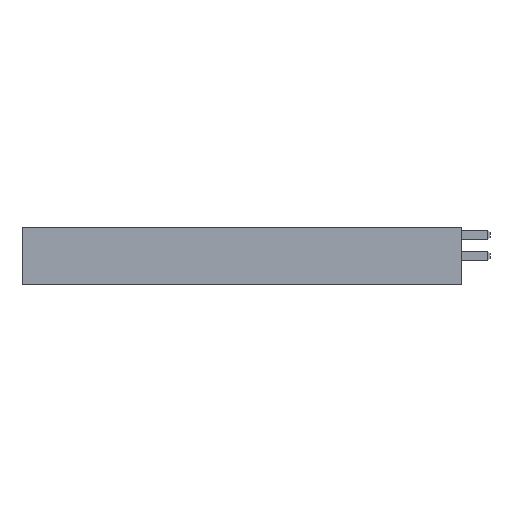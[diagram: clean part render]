
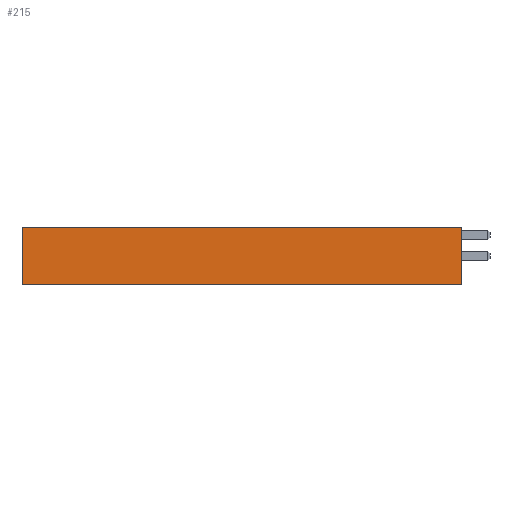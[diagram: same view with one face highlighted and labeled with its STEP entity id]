
A CAD part, left-side view. The second image highlights one B-rep face of the part: STEP entity #215.
In plain terms, the highlighted planar face has unit normal (-1, 0, 0).
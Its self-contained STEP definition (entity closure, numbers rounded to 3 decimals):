
#215 = ADVANCED_FACE ( 'NONE', ( #1802 ), #1801, .F. ) ;
#360 = ORIENTED_EDGE ( 'NONE', *, *, #812, .T. ) ;
#377 = ORIENTED_EDGE ( 'NONE', *, *, #815, .T. ) ;
#378 = ORIENTED_EDGE ( 'NONE', *, *, #806, .F. ) ;
#379 = ORIENTED_EDGE ( 'NONE', *, *, #811, .F. ) ;
#637 = VERTEX_POINT ( 'NONE', #997 ) ;
#656 = VERTEX_POINT ( 'NONE', #982 ) ;
#667 = VERTEX_POINT ( 'NONE', #971 ) ;
#744 = EDGE_LOOP ( 'NONE', ( #360, #379, #378, #377 ) ) ;
#801 = VERTEX_POINT ( 'NONE', #916 ) ;
#806 = EDGE_CURVE ( 'NONE', #801, #656, #903, .T. ) ;
#811 = EDGE_CURVE ( 'NONE', #656, #667, #909, .T. ) ;
#812 = EDGE_CURVE ( 'NONE', #637, #667, #890, .T. ) ;
#815 = EDGE_CURVE ( 'NONE', #801, #637, #886, .T. ) ;
#874 = DIRECTION ( 'NONE',  ( 0., -1., 0. ) ) ;
#875 = CARTESIAN_POINT ( 'NONE',  ( -3.5, 53., -3.5 ) ) ;
#882 = DIRECTION ( 'NONE',  ( 0., 0., 1. ) ) ;
#884 = CARTESIAN_POINT ( 'NONE',  ( -3.5, 0., 3.5 ) ) ;
#885 = DIRECTION ( 'NONE',  ( 0., -1., 0. ) ) ;
#886 = LINE ( 'NONE', #875, #1389 ) ;
#890 = LINE ( 'NONE', #884, #1391 ) ;
#901 = DIRECTION ( 'NONE',  ( 0., 0., 1. ) ) ;
#902 = CARTESIAN_POINT ( 'NONE',  ( -3.5, 53., 3.5 ) ) ;
#903 = LINE ( 'NONE', #902, #1392 ) ;
#909 = LINE ( 'NONE', #910, #1443 ) ;
#910 = CARTESIAN_POINT ( 'NONE',  ( -3.5, 53., 3.5 ) ) ;
#916 = CARTESIAN_POINT ( 'NONE',  ( -3.5, 53., -3.5 ) ) ;
#971 = CARTESIAN_POINT ( 'NONE',  ( -3.5, 0., 3.5 ) ) ;
#982 = CARTESIAN_POINT ( 'NONE',  ( -3.5, 53., 3.5 ) ) ;
#997 = CARTESIAN_POINT ( 'NONE',  ( -3.5, 0., -3.5 ) ) ;
#1389 = VECTOR ( 'NONE', #874, 1000. ) ;
#1391 = VECTOR ( 'NONE', #882, 1000. ) ;
#1392 = VECTOR ( 'NONE', #901, 1000. ) ;
#1443 = VECTOR ( 'NONE', #885, 1000. ) ;
#1444 = AXIS2_PLACEMENT_3D ( 'NONE', #1808, #1799, #1798 ) ;
#1798 = DIRECTION ( 'NONE',  ( 0., 0., -1. ) ) ;
#1799 = DIRECTION ( 'NONE',  ( 1., 0., 0. ) ) ;
#1801 = PLANE ( 'NONE',  #1444 ) ;
#1802 = FACE_OUTER_BOUND ( 'NONE', #744, .T. ) ;
#1808 = CARTESIAN_POINT ( 'NONE',  ( -3.5, 53., 3.5 ) ) ;
